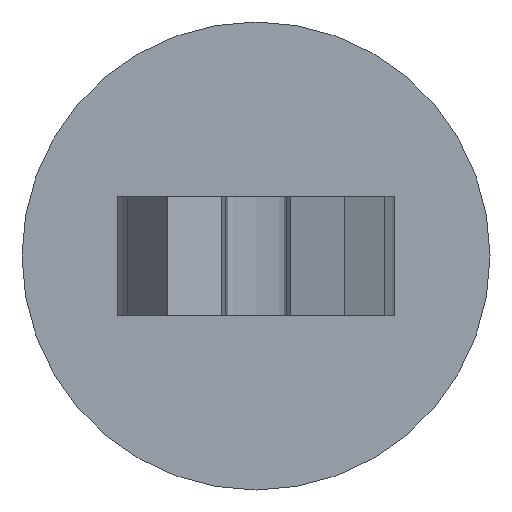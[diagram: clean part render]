
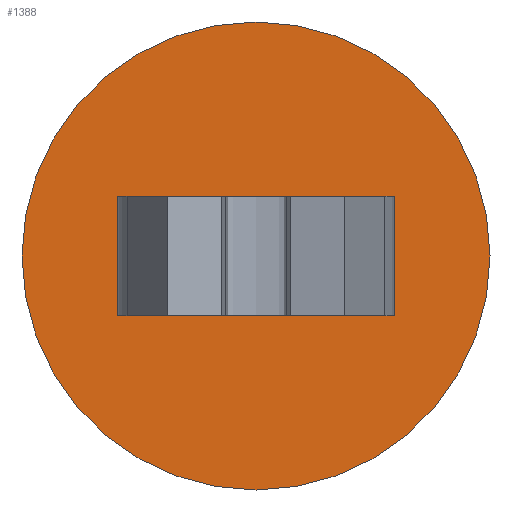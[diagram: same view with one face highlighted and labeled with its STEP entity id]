
A CAD part, front view. The second image highlights one B-rep face of the part: STEP entity #1388.
In plain terms, the highlighted planar face has unit normal (0, -1, 0).
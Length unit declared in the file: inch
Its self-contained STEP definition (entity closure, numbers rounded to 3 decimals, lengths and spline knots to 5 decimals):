
#18 = ORIENTED_EDGE ( 'NONE', *, *, #876, .F. ) ;
#23 = VERTEX_POINT ( 'NONE', #293 ) ;
#60 = EDGE_CURVE ( 'NONE', #1137, #336, #1299, .T. ) ;
#79 = CARTESIAN_POINT ( 'NONE',  ( 0.027, 0., 0.016 ) ) ;
#104 = VECTOR ( 'NONE', #415, 39.37008 ) ;
#144 = ORIENTED_EDGE ( 'NONE', *, *, #60, .F. ) ;
#195 = FACE_OUTER_BOUND ( 'NONE', #740, .T. ) ;
#199 = CARTESIAN_POINT ( 'NONE',  ( 0.027, 0., -0.016 ) ) ;
#237 = LINE ( 'NONE', #199, #1318 ) ;
#239 = VECTOR ( 'NONE', #1028, 39.37008 ) ;
#293 = CARTESIAN_POINT ( 'NONE',  ( 0., 0., -0.0625 ) ) ;
#301 = ORIENTED_EDGE ( 'NONE', *, *, #342, .F. ) ;
#336 = VERTEX_POINT ( 'NONE', #1266 ) ;
#342 = EDGE_CURVE ( 'NONE', #23, #1048, #845, .T. ) ;
#344 = CARTESIAN_POINT ( 'NONE',  ( -0.027, 0., 0.016 ) ) ;
#401 = LINE ( 'NONE', #1400, #897 ) ;
#415 = DIRECTION ( 'NONE',  ( -1., 0., 0. ) ) ;
#423 = LINE ( 'NONE', #906, #104 ) ;
#483 = DIRECTION ( 'NONE',  ( 0., 1., 0. ) ) ;
#487 = DIRECTION ( 'NONE',  ( 0., 0., 1. ) ) ;
#505 = VERTEX_POINT ( 'NONE', #79 ) ;
#513 = FACE_BOUND ( 'NONE', #757, .T. ) ;
#527 = EDGE_CURVE ( 'NONE', #1154, #505, #237, .T. ) ;
#671 = CARTESIAN_POINT ( 'NONE',  ( 0., 0., 0.0625 ) ) ;
#740 = EDGE_LOOP ( 'NONE', ( #301, #1364 ) ) ;
#757 = EDGE_LOOP ( 'NONE', ( #1141, #1304, #144, #18 ) ) ;
#788 = DIRECTION ( 'NONE',  ( 0., 0., 1. ) ) ;
#845 = CIRCLE ( 'NONE', #1155, 0.0625 ) ;
#876 = EDGE_CURVE ( 'NONE', #505, #1137, #423, .T. ) ;
#897 = VECTOR ( 'NONE', #1288, 39.37008 ) ;
#904 = DIRECTION ( 'NONE',  ( 0., 1., 0. ) ) ;
#906 = CARTESIAN_POINT ( 'NONE',  ( 0.027, 0., 0.016 ) ) ;
#922 = CARTESIAN_POINT ( 'NONE',  ( -0.027, 0., -0.016 ) ) ;
#938 = DIRECTION ( 'NONE',  ( 0., 0., 1. ) ) ;
#1028 = DIRECTION ( 'NONE',  ( 0., 0., -1. ) ) ;
#1048 = VERTEX_POINT ( 'NONE', #671 ) ;
#1137 = VERTEX_POINT ( 'NONE', #344 ) ;
#1141 = ORIENTED_EDGE ( 'NONE', *, *, #527, .F. ) ;
#1154 = VERTEX_POINT ( 'NONE', #1361 ) ;
#1155 = AXIS2_PLACEMENT_3D ( 'NONE', #1296, #904, #788 ) ;
#1162 = EDGE_CURVE ( 'NONE', #1048, #23, #1202, .T. ) ;
#1190 = PLANE ( 'NONE',  #1360 ) ;
#1199 = DIRECTION ( 'NONE',  ( 0., 1., 0. ) ) ;
#1202 = CIRCLE ( 'NONE', #1473, 0.0625 ) ;
#1266 = CARTESIAN_POINT ( 'NONE',  ( -0.027, 0., -0.016 ) ) ;
#1288 = DIRECTION ( 'NONE',  ( 1., 0., 0. ) ) ;
#1291 = EDGE_CURVE ( 'NONE', #336, #1154, #401, .T. ) ;
#1296 = CARTESIAN_POINT ( 'NONE',  ( 0., 0., 0. ) ) ;
#1299 = LINE ( 'NONE', #922, #239 ) ;
#1304 = ORIENTED_EDGE ( 'NONE', *, *, #1291, .F. ) ;
#1318 = VECTOR ( 'NONE', #1330, 39.37008 ) ;
#1330 = DIRECTION ( 'NONE',  ( 0., 0., 1. ) ) ;
#1360 = AXIS2_PLACEMENT_3D ( 'NONE', #1556, #1199, #938 ) ;
#1361 = CARTESIAN_POINT ( 'NONE',  ( 0.027, 0., -0.016 ) ) ;
#1364 = ORIENTED_EDGE ( 'NONE', *, *, #1162, .F. ) ;
#1371 = CARTESIAN_POINT ( 'NONE',  ( 0., 0., 0. ) ) ;
#1388 = ADVANCED_FACE ( 'NONE', ( #513, #195 ), #1190, .F. ) ;
#1400 = CARTESIAN_POINT ( 'NONE',  ( 0.027, 0., -0.016 ) ) ;
#1473 = AXIS2_PLACEMENT_3D ( 'NONE', #1371, #483, #487 ) ;
#1556 = CARTESIAN_POINT ( 'NONE',  ( 0., 0., 0. ) ) ;
